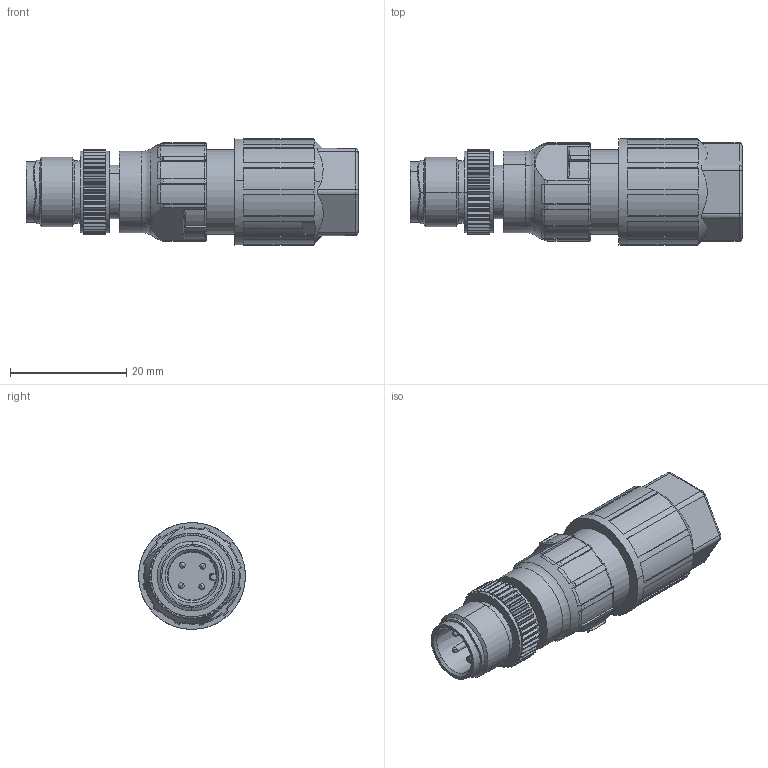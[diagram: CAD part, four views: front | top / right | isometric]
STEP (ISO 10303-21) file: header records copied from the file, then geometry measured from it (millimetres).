
FILE_DESCRIPTION((''),'2;1');
FILE_NAME('DM_CAD-2073','2015-01-23T',('Creinig-se'),(''),'PRO/ENGINEER BY PARAMETRIC TECHNOLOGY CORPORATION, 2013050','PRO/ENGINEER BY PARAMETRIC TECHNOLOGY CORPORATION, 2013050','');
FILE_SCHEMA(('CONFIG_CONTROL_DESIGN'));
Length unit declared in the file: millimetre
Products named in the file (1): DM_CAD-2073
Bounding box: 57.2 x 18.4 x 18.4 mm (x, y, z)
Volume: 9008.8 mm3; surface area: 4513.5 mm2
Topology: 1 solids, 1 shells, 586 faces, 1690 edges, 1113 vertices
Faces by surface type: cylinder 271, plane 194, torus 59, cone 47, sphere 8, bspline 7
Entity records: 25792 total; most frequent: CARTESIAN_POINT 4656, ORIENTED_EDGE 3364, DIRECTION 3325, PRESENTATION_STYLE_ASSIGNMENT 1717, STYLED_ITEM 1683, CURVE_STYLE 1682, EDGE_CURVE 1682, AXIS2_PLACEMENT_3D 1275
